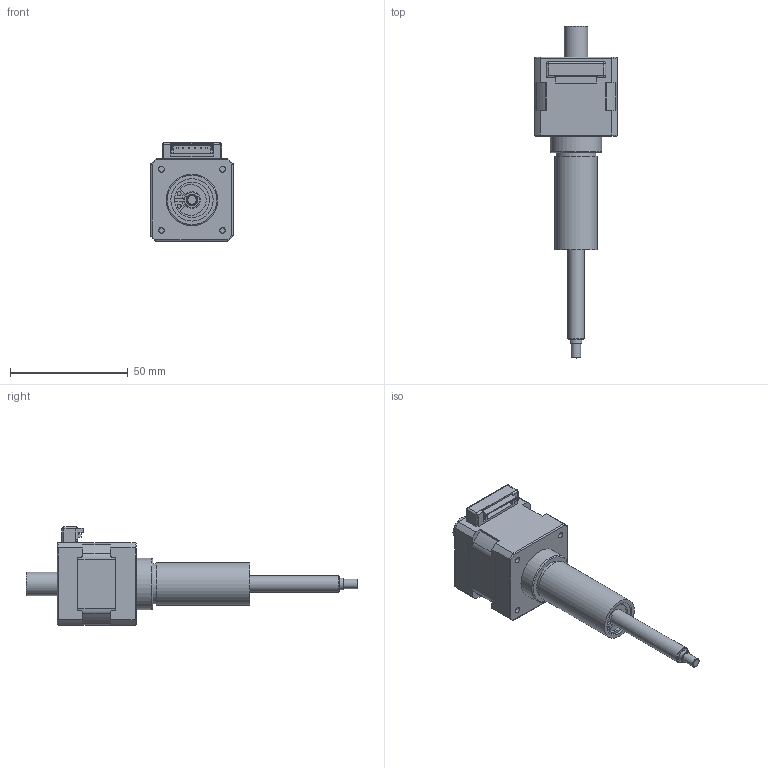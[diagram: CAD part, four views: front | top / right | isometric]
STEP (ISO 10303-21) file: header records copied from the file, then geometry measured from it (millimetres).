
FILE_DESCRIPTION((''),'2;1');
FILE_NAME('LGA351S12-B-038.stp','2020-03-04T13:49:10',('tao.xu'),(''),'Autodesk Inventor 2013','Autodesk Inventor 2013','');
FILE_SCHEMA(('CONFIG_CONTROL_DESIGN'));
Length unit declared in the file: millimetre
Products named in the file (1): 零件3
Bounding box: 35 x 141.2 x 41.72 mm (x, y, z)
Volume: 54899.3 mm3; surface area: 16639.9 mm2
Topology: 1 solids, 2 shells, 605 faces, 1707 edges, 1093 vertices
Faces by surface type: plane 358, cylinder 128, cone 92, torus 24, sphere 3
Full cylindrical faces by diameter (mm): 1.2 x6, 1.7 x2, 2.013 x2, 2.459 x4, 2.675 x4, 3 x4, 3.2 x8, 4 x1, 5 x1, 5.5 x4, 6.35 x1, 7 x1, 8 x1, 10 x1, 12 x1, 15 x2, 15.7 x1, 17 x1, 18 x1, 22 x1
Entity records: 20456 total; most frequent: CARTESIAN_POINT 4558, ORIENTED_EDGE 3220, DIRECTION 3156, EDGE_CURVE 1610, AXIS2_PLACEMENT_3D 1144, VERTEX_POINT 1070, VECTOR 868, LINE 868
